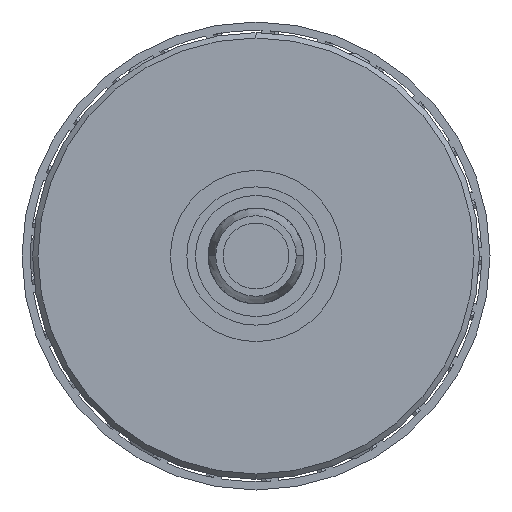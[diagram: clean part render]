
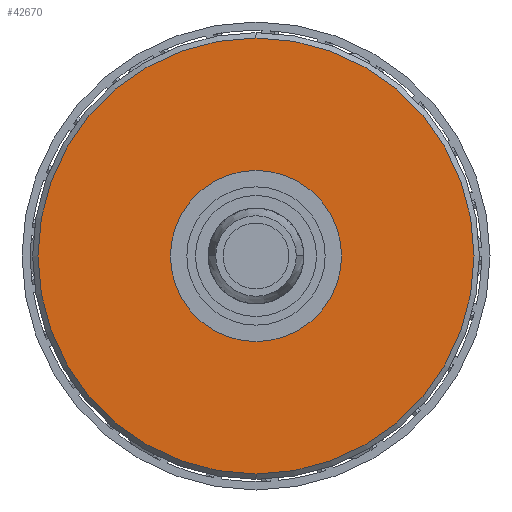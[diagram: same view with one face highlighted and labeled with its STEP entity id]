
A CAD part, left-side view. The second image highlights one B-rep face of the part: STEP entity #42670.
In plain terms, the highlighted planar face has unit normal (-1, 0, 0).
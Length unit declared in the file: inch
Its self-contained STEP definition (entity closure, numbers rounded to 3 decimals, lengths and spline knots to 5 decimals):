
#4225 = PLANE ( 'NONE',  #56035 ) ;
#6859 = EDGE_CURVE ( 'NONE', #57911, #63315, #30548, .T. ) ;
#8708 = CARTESIAN_POINT ( 'NONE',  ( 0., 0., -0.4035 ) ) ;
#8969 = FACE_BOUND ( 'NONE', #9427, .T. ) ;
#9427 = EDGE_LOOP ( 'NONE', ( #57968, #78455 ) ) ;
#11236 = AXIS2_PLACEMENT_3D ( 'NONE', #34830, #67492, #35670 ) ;
#16568 = CARTESIAN_POINT ( 'NONE',  ( 0., 0., -0.15837 ) ) ;
#16782 = CARTESIAN_POINT ( 'NONE',  ( 0., 0., 0.15837 ) ) ;
#17032 = DIRECTION ( 'NONE',  ( 0., 0., 1. ) ) ;
#17828 = ORIENTED_EDGE ( 'NONE', *, *, #25253, .T. ) ;
#18797 = DIRECTION ( 'NONE',  ( 0., 0., 1. ) ) ;
#20315 = DIRECTION ( 'NONE',  ( 0., 0., -1. ) ) ;
#24611 = AXIS2_PLACEMENT_3D ( 'NONE', #67902, #80612, #17032 ) ;
#25253 = EDGE_CURVE ( 'NONE', #61332, #69327, #73477, .T. ) ;
#30548 = CIRCLE ( 'NONE', #79241, 0.15837 ) ;
#34794 = EDGE_CURVE ( 'NONE', #69327, #61332, #74672, .T. ) ;
#34830 = CARTESIAN_POINT ( 'NONE',  ( 0., 0., 0. ) ) ;
#35670 = DIRECTION ( 'NONE',  ( 0., 0., -1. ) ) ;
#36839 = CIRCLE ( 'NONE', #24611, 0.15837 ) ;
#36994 = EDGE_CURVE ( 'NONE', #63315, #57911, #36839, .T. ) ;
#39402 = CARTESIAN_POINT ( 'NONE',  ( 0., 0., 0. ) ) ;
#42670 = ADVANCED_FACE ( 'NONE', ( #55586, #8969 ), #4225, .F. ) ;
#43344 = DIRECTION ( 'NONE',  ( -1., 0., 0. ) ) ;
#46903 = CARTESIAN_POINT ( 'NONE',  ( 0., 0., 0.4035 ) ) ;
#50497 = EDGE_LOOP ( 'NONE', ( #74037, #17828 ) ) ;
#52552 = DIRECTION ( 'NONE',  ( -1., 0., 0. ) ) ;
#55586 = FACE_OUTER_BOUND ( 'NONE', #50497, .T. ) ;
#56035 = AXIS2_PLACEMENT_3D ( 'NONE', #16568, #80991, #61950 ) ;
#57911 = VERTEX_POINT ( 'NONE', #76462 ) ;
#57968 = ORIENTED_EDGE ( 'NONE', *, *, #36994, .F. ) ;
#58638 = AXIS2_PLACEMENT_3D ( 'NONE', #39402, #52552, #20315 ) ;
#61332 = VERTEX_POINT ( 'NONE', #46903 ) ;
#61950 = DIRECTION ( 'NONE',  ( 0., 0., -1. ) ) ;
#62445 = CARTESIAN_POINT ( 'NONE',  ( 0., 0., 0. ) ) ;
#63315 = VERTEX_POINT ( 'NONE', #16782 ) ;
#67492 = DIRECTION ( 'NONE',  ( -1., 0., 0. ) ) ;
#67902 = CARTESIAN_POINT ( 'NONE',  ( 0., 0., 0. ) ) ;
#69327 = VERTEX_POINT ( 'NONE', #8708 ) ;
#73477 = CIRCLE ( 'NONE', #11236, 0.4035 ) ;
#74037 = ORIENTED_EDGE ( 'NONE', *, *, #34794, .T. ) ;
#74672 = CIRCLE ( 'NONE', #58638, 0.4035 ) ;
#76462 = CARTESIAN_POINT ( 'NONE',  ( 0., 0., -0.15837 ) ) ;
#78455 = ORIENTED_EDGE ( 'NONE', *, *, #6859, .F. ) ;
#79241 = AXIS2_PLACEMENT_3D ( 'NONE', #62445, #43344, #18797 ) ;
#80612 = DIRECTION ( 'NONE',  ( -1., 0., 0. ) ) ;
#80991 = DIRECTION ( 'NONE',  ( 1., 0., 0. ) ) ;
